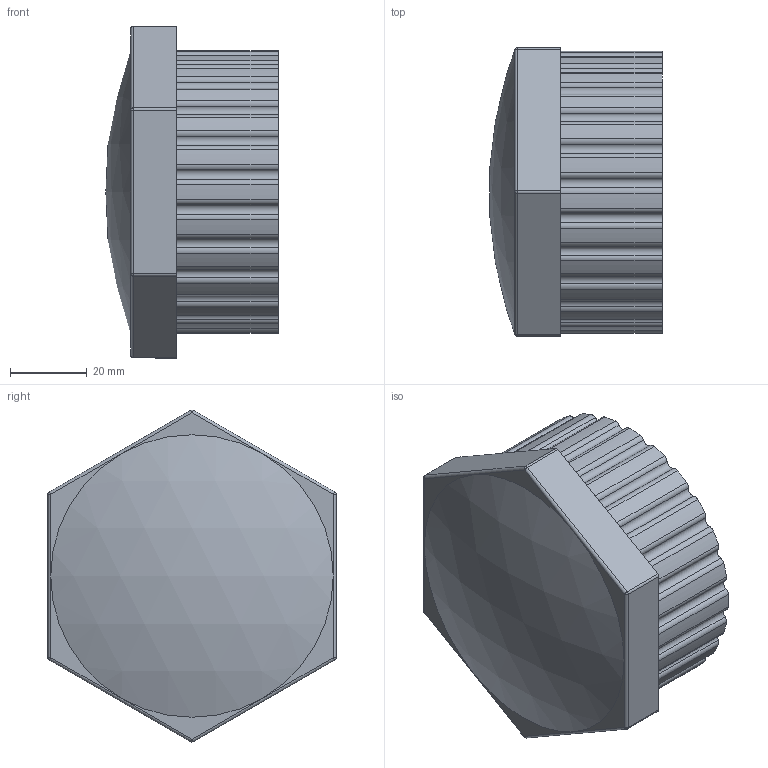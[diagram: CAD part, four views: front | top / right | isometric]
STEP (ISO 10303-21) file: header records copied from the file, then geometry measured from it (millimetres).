
FILE_DESCRIPTION(/* description */ ('PLASSON THREADED CAP PVC 2"'),/* implementation_level */ '2;1');
FILE_NAME(/* name */ '050701020.ipt.stp',/* time_stamp */ '2017-12-07T15:57:30+02:00',/* author */ ('KIM'),/* organization */ (''),/* preprocessor_version */ 'ST-DEVELOPER v15.6',/* originating_system */ 'Autodesk Inventor 2015',/* authorisation */ '');
FILE_SCHEMA (('AUTOMOTIVE_DESIGN { 1 0 10303 214 3 1 1 }'));
Length unit declared in the file: millimetre
Products named in the file (1): 050701020
Bounding box: 44.81 x 75 x 86.37 mm (x, y, z)
Volume: 120545.4 mm3; surface area: 23635.1 mm2
Topology: 1 solids, 1 shells, 135 faces, 369 edges, 238 vertices
Faces by surface type: cylinder 113, plane 14, sphere 8
Full cylindrical faces by diameter (mm): 56.656 x1
Entity records: 4402 total; most frequent: DIRECTION 872, CARTESIAN_POINT 742, ORIENTED_EDGE 736, EDGE_CURVE 368, AXIS2_PLACEMENT_3D 368, VERTEX_POINT 238, CIRCLE 232, EDGE_LOOP 138
